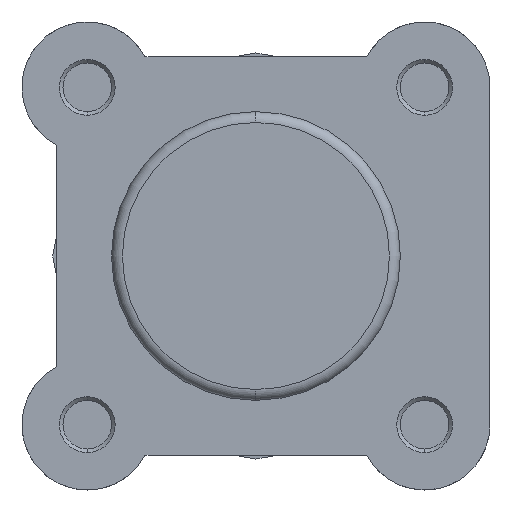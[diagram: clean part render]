
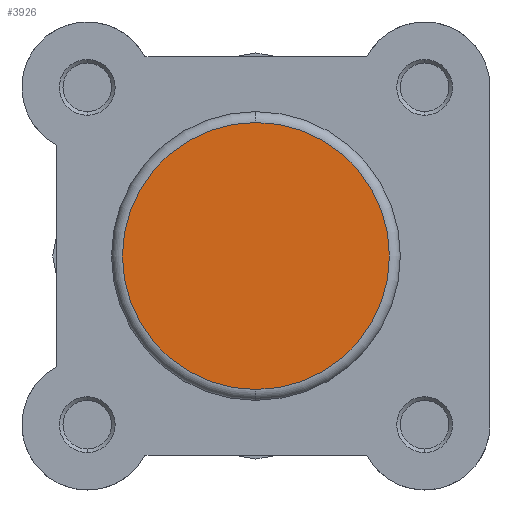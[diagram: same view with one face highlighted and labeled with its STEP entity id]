
A CAD part, left-side view. The second image highlights one B-rep face of the part: STEP entity #3926.
In plain terms, the highlighted planar face has unit normal (-1, 0, 0).
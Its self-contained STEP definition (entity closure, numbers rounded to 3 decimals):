
#646 = CIRCLE ( 'NONE', #917, 18.4 ) ;
#722 = CIRCLE ( 'NONE', #947, 18.4 ) ;
#917 = AXIS2_PLACEMENT_3D ( 'NONE', #5488, #5489, #5490 ) ;
#947 = AXIS2_PLACEMENT_3D ( 'NONE', #5624, #5631, #5632 ) ;
#1337 = VERTEX_POINT ( 'NONE', #1605 ) ;
#1338 = VERTEX_POINT ( 'NONE', #1606 ) ;
#1605 = CARTESIAN_POINT ( 'NONE',  ( 0., 0., -18.4 ) ) ;
#1606 = CARTESIAN_POINT ( 'NONE',  ( 0., 0., 18.4 ) ) ;
#1718 = PLANE ( 'NONE',  #4540 ) ;
#1721 = CARTESIAN_POINT ( 'NONE',  ( 0., 0., 0. ) ) ;
#1731 = DIRECTION ( 'NONE',  ( 1., 0., 0. ) ) ;
#1732 = DIRECTION ( 'NONE',  ( 0., 0., -1. ) ) ;
#3131 = EDGE_LOOP ( 'NONE', ( #3452, #3453 ) ) ;
#3452 = ORIENTED_EDGE ( 'NONE', *, *, #4500, .T. ) ;
#3453 = ORIENTED_EDGE ( 'NONE', *, *, #4445, .T. ) ;
#3595 = FACE_OUTER_BOUND ( 'NONE', #3131, .T. ) ;
#3926 = ADVANCED_FACE ( 'NONE', ( #3595 ), #1718, .F. ) ;
#4445 = EDGE_CURVE ( 'NONE', #1338, #1337, #646, .T. ) ;
#4500 = EDGE_CURVE ( 'NONE', #1337, #1338, #722, .T. ) ;
#4540 = AXIS2_PLACEMENT_3D ( 'NONE', #1721, #1731, #1732 ) ;
#5488 = CARTESIAN_POINT ( 'NONE',  ( 0., 0., 0. ) ) ;
#5489 = DIRECTION ( 'NONE',  ( -1., 0., 0. ) ) ;
#5490 = DIRECTION ( 'NONE',  ( 0., 0., -1. ) ) ;
#5624 = CARTESIAN_POINT ( 'NONE',  ( 0., 0., 0. ) ) ;
#5631 = DIRECTION ( 'NONE',  ( -1., 0., 0. ) ) ;
#5632 = DIRECTION ( 'NONE',  ( 0., 0., -1. ) ) ;
